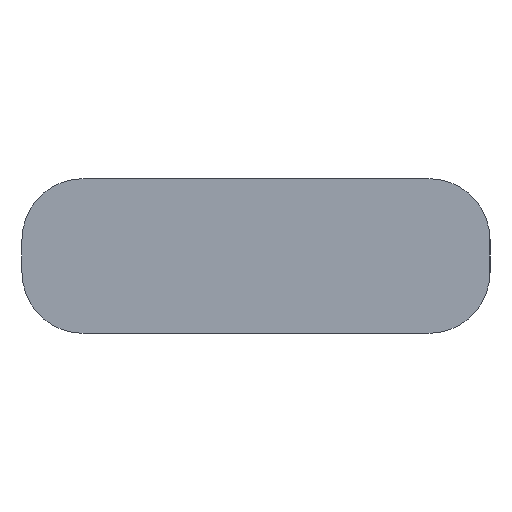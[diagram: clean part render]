
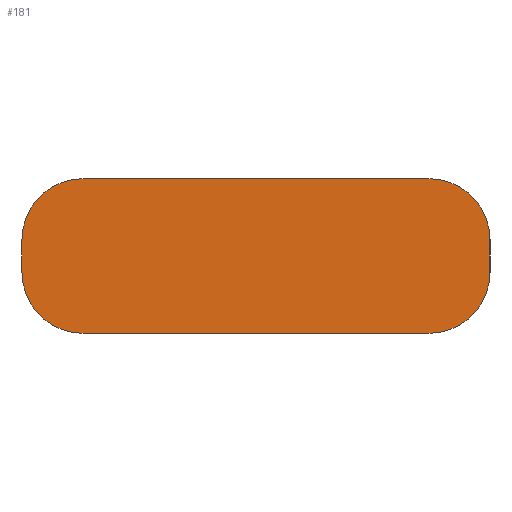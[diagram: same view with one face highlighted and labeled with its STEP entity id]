
A CAD part, left-side view. The second image highlights one B-rep face of the part: STEP entity #181.
In plain terms, the highlighted planar face has unit normal (-1, 0, 0).
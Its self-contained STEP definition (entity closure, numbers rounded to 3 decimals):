
#19=PLANE('',#213);
#29=FACE_OUTER_BOUND('',#39,.T.);
#39=EDGE_LOOP('',(#157,#158,#159,#160,#161,#162,#163,#164));
#47=LINE('',#295,#63);
#53=LINE('',#310,#69);
#55=LINE('',#316,#71);
#56=LINE('',#318,#72);
#63=VECTOR('',#239,10.);
#69=VECTOR('',#255,10.);
#71=VECTOR('',#263,10.);
#72=VECTOR('',#266,10.);
#73=CIRCLE('',#198,1.5);
#78=CIRCLE('',#206,1.5);
#79=CIRCLE('',#208,1.5);
#80=CIRCLE('',#211,1.5);
#81=VERTEX_POINT('',#271);
#82=VERTEX_POINT('',#272);
#91=VERTEX_POINT('',#294);
#92=VERTEX_POINT('',#298);
#93=VERTEX_POINT('',#302);
#94=VERTEX_POINT('',#304);
#95=VERTEX_POINT('',#308);
#96=VERTEX_POINT('',#312);
#97=EDGE_CURVE('',#81,#82,#73,.T.);
#108=EDGE_CURVE('',#82,#91,#47,.T.);
#110=EDGE_CURVE('',#91,#92,#78,.T.);
#113=EDGE_CURVE('',#93,#94,#79,.T.);
#116=EDGE_CURVE('',#93,#95,#53,.T.);
#118=EDGE_CURVE('',#96,#95,#80,.T.);
#119=EDGE_CURVE('',#92,#96,#55,.T.);
#120=EDGE_CURVE('',#81,#94,#56,.T.);
#157=ORIENTED_EDGE('',*,*,#97,.F.);
#158=ORIENTED_EDGE('',*,*,#120,.T.);
#159=ORIENTED_EDGE('',*,*,#113,.F.);
#160=ORIENTED_EDGE('',*,*,#116,.T.);
#161=ORIENTED_EDGE('',*,*,#118,.F.);
#162=ORIENTED_EDGE('',*,*,#119,.F.);
#163=ORIENTED_EDGE('',*,*,#110,.F.);
#164=ORIENTED_EDGE('',*,*,#108,.F.);
#181=ADVANCED_FACE('',(#29),#19,.T.);
#198=AXIS2_PLACEMENT_3D('',#273,#219,#220);
#206=AXIS2_PLACEMENT_3D('',#299,#243,#244);
#208=AXIS2_PLACEMENT_3D('',#305,#249,#250);
#211=AXIS2_PLACEMENT_3D('',#314,#259,#260);
#213=AXIS2_PLACEMENT_3D('',#317,#264,#265);
#219=DIRECTION('center_axis',(1.,0.,0.));
#220=DIRECTION('ref_axis',(0.,0.707,-0.707));
#239=DIRECTION('',(0.,0.,1.));
#243=DIRECTION('center_axis',(1.,0.,0.));
#244=DIRECTION('ref_axis',(0.,0.707,0.707));
#249=DIRECTION('center_axis',(1.,0.,0.));
#250=DIRECTION('ref_axis',(0.,-0.707,-0.707));
#255=DIRECTION('',(0.,0.,1.));
#259=DIRECTION('center_axis',(1.,0.,0.));
#260=DIRECTION('ref_axis',(0.,-0.707,0.707));
#263=DIRECTION('',(0.,-1.,0.));
#264=DIRECTION('center_axis',(-1.,0.,0.));
#265=DIRECTION('ref_axis',(0.,-1.,0.));
#266=DIRECTION('',(0.,-1.,0.));
#271=CARTESIAN_POINT('',(0.,10.,0.));
#272=CARTESIAN_POINT('',(0.,11.5,1.5));
#273=CARTESIAN_POINT('Origin',(0.,10.,1.5));
#294=CARTESIAN_POINT('',(0.,11.5,2.3));
#295=CARTESIAN_POINT('',(0.,11.5,0.));
#298=CARTESIAN_POINT('',(0.,10.,3.8));
#299=CARTESIAN_POINT('Origin',(0.,10.,2.3));
#302=CARTESIAN_POINT('',(0.,0.,1.5));
#304=CARTESIAN_POINT('',(0.,1.5,0.));
#305=CARTESIAN_POINT('Origin',(0.,1.5,1.5));
#308=CARTESIAN_POINT('',(0.,0.,2.3));
#310=CARTESIAN_POINT('',(0.,0.,0.));
#312=CARTESIAN_POINT('',(0.,1.5,3.8));
#314=CARTESIAN_POINT('Origin',(0.,1.5,2.3));
#316=CARTESIAN_POINT('',(0.,11.5,3.8));
#317=CARTESIAN_POINT('Origin',(0.,11.5,0.));
#318=CARTESIAN_POINT('',(0.,11.5,0.));
